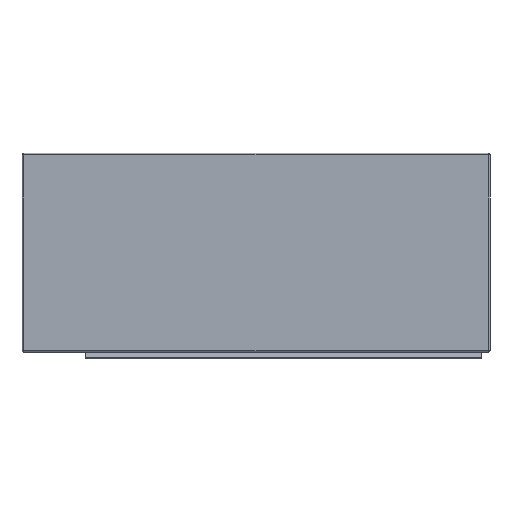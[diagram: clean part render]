
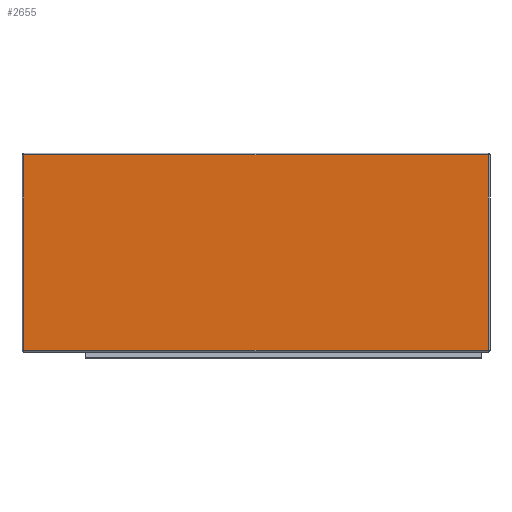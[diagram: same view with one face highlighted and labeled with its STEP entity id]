
A CAD part, front view. The second image highlights one B-rep face of the part: STEP entity #2655.
In plain terms, the highlighted planar face has unit normal (0, -1, 0).
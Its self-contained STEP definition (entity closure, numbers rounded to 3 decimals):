
#459 = EDGE_CURVE ( 'NONE', #1647, #1648, #4622, .T. ) ;
#460 = EDGE_CURVE ( 'NONE', #1648, #1649, #4624, .T. ) ;
#461 = EDGE_CURVE ( 'NONE', #1649, #1650, #4626, .T. ) ;
#462 = EDGE_CURVE ( 'NONE', #1650, #1647, #4628, .T. ) ;
#640 = EDGE_LOOP ( 'NONE', ( #853, #854, #855, #856 ) ) ;
#853 = ORIENTED_EDGE ( 'NONE', *, *, #459, .T. ) ;
#854 = ORIENTED_EDGE ( 'NONE', *, *, #460, .T. ) ;
#855 = ORIENTED_EDGE ( 'NONE', *, *, #461, .T. ) ;
#856 = ORIENTED_EDGE ( 'NONE', *, *, #462, .T. ) ;
#1647 = VERTEX_POINT ( 'NONE', #7071 ) ;
#1648 = VERTEX_POINT ( 'NONE', #7072 ) ;
#1649 = VERTEX_POINT ( 'NONE', #7073 ) ;
#1650 = VERTEX_POINT ( 'NONE', #7074 ) ;
#2655 = ADVANCED_FACE ( 'NONE', ( #6726 ), #7769, .F. ) ;
#4622 = LINE ( 'NONE', #5266, #4623 ) ;
#4623 = VECTOR ( 'NONE', #5267, 1000. ) ;
#4624 = LINE ( 'NONE', #5268, #4625 ) ;
#4625 = VECTOR ( 'NONE', #5269, 1000. ) ;
#4626 = LINE ( 'NONE', #5270, #4627 ) ;
#4627 = VECTOR ( 'NONE', #5271, 1000. ) ;
#4628 = LINE ( 'NONE', #5272, #4629 ) ;
#4629 = VECTOR ( 'NONE', #5273, 1000. ) ;
#5266 = CARTESIAN_POINT ( 'NONE',  ( 0.5, -12.5, -29.75 ) ) ;
#5267 = DIRECTION ( 'NONE',  ( 0., 0., -1. ) ) ;
#5268 = CARTESIAN_POINT ( 'NONE',  ( 140., -12.5, -29.25 ) ) ;
#5269 = DIRECTION ( 'NONE',  ( 1., 0., 0. ) ) ;
#5270 = CARTESIAN_POINT ( 'NONE',  ( 139.5, -12.5, -29.75 ) ) ;
#5271 = DIRECTION ( 'NONE',  ( 0., 0., 1. ) ) ;
#5272 = CARTESIAN_POINT ( 'NONE',  ( 140., -12.5, 29.25 ) ) ;
#5273 = DIRECTION ( 'NONE',  ( -1., 0., 0. ) ) ;
#5868 = AXIS2_PLACEMENT_3D ( 'NONE', #7770, #7771, #7772 ) ;
#6726 = FACE_OUTER_BOUND ( 'NONE', #640, .T. ) ;
#7071 = CARTESIAN_POINT ( 'NONE',  ( 0.5, -12.5, 29.25 ) ) ;
#7072 = CARTESIAN_POINT ( 'NONE',  ( 0.5, -12.5, -29.25 ) ) ;
#7073 = CARTESIAN_POINT ( 'NONE',  ( 139.5, -12.5, -29.25 ) ) ;
#7074 = CARTESIAN_POINT ( 'NONE',  ( 139.5, -12.5, 29.25 ) ) ;
#7769 = PLANE ( 'NONE',  #5868 ) ;
#7770 = CARTESIAN_POINT ( 'NONE',  ( 140., -12.5, -29.75 ) ) ;
#7771 = DIRECTION ( 'NONE',  ( 0., 1., 0. ) ) ;
#7772 = DIRECTION ( 'NONE',  ( 0., 0., 1. ) ) ;
